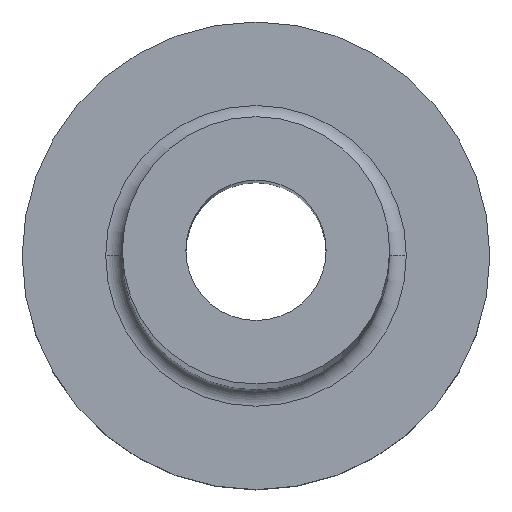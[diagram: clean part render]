
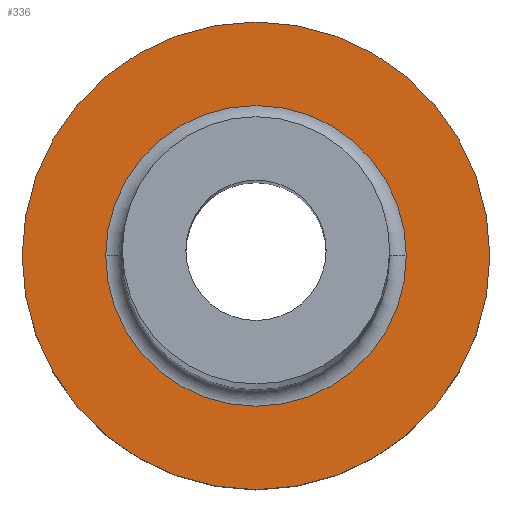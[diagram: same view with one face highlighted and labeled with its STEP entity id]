
A CAD part, top view. The second image highlights one B-rep face of the part: STEP entity #336.
In plain terms, the highlighted planar face has unit normal (0, 0, 1).
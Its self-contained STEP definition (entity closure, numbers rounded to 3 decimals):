
#6 = ORIENTED_EDGE ( 'NONE', *, *, #24, .T. ) ;
#18 = DIRECTION ( 'NONE',  ( 1., 0., 0. ) ) ;
#22 = VERTEX_POINT ( 'NONE', #54 ) ;
#24 = EDGE_CURVE ( 'NONE', #68, #22, #39, .T. ) ;
#29 = CARTESIAN_POINT ( 'NONE',  ( 0., 0., 5. ) ) ;
#39 = CIRCLE ( 'NONE', #190, 7. ) ;
#49 = DIRECTION ( 'NONE',  ( 0., 0., -1. ) ) ;
#54 = CARTESIAN_POINT ( 'NONE',  ( 7., 0., 5. ) ) ;
#57 = EDGE_LOOP ( 'NONE', ( #205, #235 ) ) ;
#68 = VERTEX_POINT ( 'NONE', #409 ) ;
#88 = FACE_BOUND ( 'NONE', #57, .T. ) ;
#94 = EDGE_CURVE ( 'NONE', #22, #68, #274, .T. ) ;
#113 = CARTESIAN_POINT ( 'NONE',  ( 0., 0., 5. ) ) ;
#129 = EDGE_CURVE ( 'NONE', #347, #314, #423, .T. ) ;
#139 = DIRECTION ( 'NONE',  ( 0., 0., 1. ) ) ;
#163 = DIRECTION ( 'NONE',  ( 1., 0., 0. ) ) ;
#181 = CARTESIAN_POINT ( 'NONE',  ( 0., 0., 5. ) ) ;
#182 = DIRECTION ( 'NONE',  ( 0., 0., 1. ) ) ;
#190 = AXIS2_PLACEMENT_3D ( 'NONE', #430, #139, #251 ) ;
#205 = ORIENTED_EDGE ( 'NONE', *, *, #129, .T. ) ;
#213 = EDGE_CURVE ( 'NONE', #314, #347, #284, .T. ) ;
#232 = CARTESIAN_POINT ( 'NONE',  ( 0., 0., 5. ) ) ;
#235 = ORIENTED_EDGE ( 'NONE', *, *, #213, .T. ) ;
#236 = AXIS2_PLACEMENT_3D ( 'NONE', #29, #182, #418 ) ;
#241 = AXIS2_PLACEMENT_3D ( 'NONE', #232, #295, #163 ) ;
#251 = DIRECTION ( 'NONE',  ( 1., 0., 0. ) ) ;
#274 = CIRCLE ( 'NONE', #316, 7. ) ;
#282 = EDGE_LOOP ( 'NONE', ( #6, #417 ) ) ;
#284 = CIRCLE ( 'NONE', #440, 4.5 ) ;
#295 = DIRECTION ( 'NONE',  ( 0., 0., -1. ) ) ;
#314 = VERTEX_POINT ( 'NONE', #333 ) ;
#316 = AXIS2_PLACEMENT_3D ( 'NONE', #181, #332, #18 ) ;
#331 = DIRECTION ( 'NONE',  ( 1., 0., 0. ) ) ;
#332 = DIRECTION ( 'NONE',  ( 0., 0., 1. ) ) ;
#333 = CARTESIAN_POINT ( 'NONE',  ( -4.5, 0., 5. ) ) ;
#336 = ADVANCED_FACE ( 'NONE', ( #88, #339 ), #367, .T. ) ;
#339 = FACE_OUTER_BOUND ( 'NONE', #282, .T. ) ;
#347 = VERTEX_POINT ( 'NONE', #414 ) ;
#367 = PLANE ( 'NONE',  #236 ) ;
#409 = CARTESIAN_POINT ( 'NONE',  ( -7., 0., 5. ) ) ;
#414 = CARTESIAN_POINT ( 'NONE',  ( 4.5, 0., 5. ) ) ;
#417 = ORIENTED_EDGE ( 'NONE', *, *, #94, .T. ) ;
#418 = DIRECTION ( 'NONE',  ( 1., 0., 0. ) ) ;
#423 = CIRCLE ( 'NONE', #241, 4.5 ) ;
#430 = CARTESIAN_POINT ( 'NONE',  ( 0., 0., 5. ) ) ;
#440 = AXIS2_PLACEMENT_3D ( 'NONE', #113, #49, #331 ) ;
